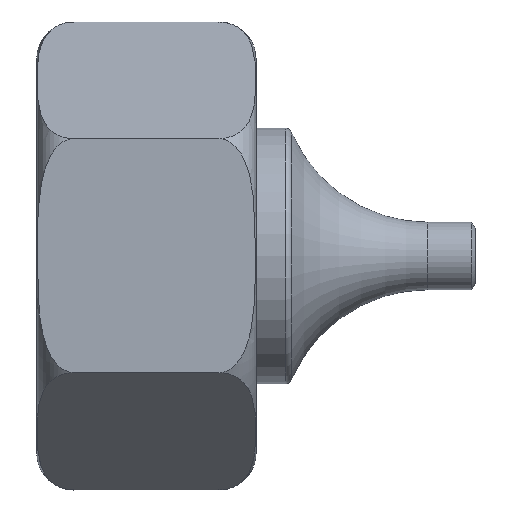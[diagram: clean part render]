
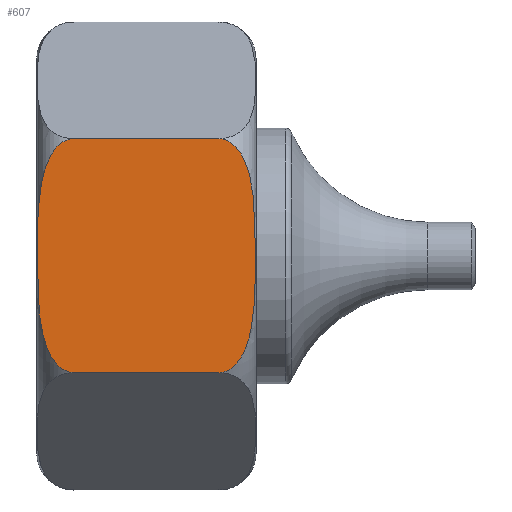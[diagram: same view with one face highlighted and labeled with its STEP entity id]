
A CAD part, top view. The second image highlights one B-rep face of the part: STEP entity #607.
In plain terms, the highlighted planar face has unit normal (0, 0, 1).
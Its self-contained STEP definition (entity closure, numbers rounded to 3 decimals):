
#489=FACE_OUTER_BOUND('',#1481,.T.);
#607=ADVANCED_FACE('',(#489),#749,.T.);
#749=PLANE('',#3045);
#923=LINE('',#4142,#1157);
#924=LINE('',#4147,#1158);
#1157=VECTOR('',#3308,1.);
#1158=VECTOR('',#3313,1.);
#1481=EDGE_LOOP('',(#1807,#1808,#1809,#1810));
#1807=ORIENTED_EDGE('',*,*,#2698,.T.);
#1808=ORIENTED_EDGE('',*,*,#2707,.T.);
#1809=ORIENTED_EDGE('',*,*,#2700,.T.);
#1810=ORIENTED_EDGE('',*,*,#2717,.T.);
#2449=VERTEX_POINT('',#4136);
#2452=VERTEX_POINT('',#4141);
#2454=VERTEX_POINT('',#4146);
#2455=VERTEX_POINT('',#4148);
#2698=EDGE_CURVE('',#2449,#2452,#923,.T.);
#2700=EDGE_CURVE('',#2455,#2454,#924,.T.);
#2707=EDGE_CURVE('',#2452,#2455,#2960,.T.);
#2717=EDGE_CURVE('',#2454,#2449,#2966,.T.);
#2960=B_SPLINE_CURVE_WITH_KNOTS('',3,(#4210,#4211,#4212,#4213,#4214,#4215,
#4216,#4217,#4218,#4219,#4220,#4221,#4222,#4223,#4224,#4225,#4226,#4227),
 .UNSPECIFIED.,.F.,.F.,(4,2,2,2,2,2,2,2,4),(0.,0.063,0.125,0.25,0.5,0.75,
0.875,0.938,1.),.UNSPECIFIED.);
#2966=B_SPLINE_CURVE_WITH_KNOTS('',3,(#4327,#4328,#4329,#4330,#4331,#4332,
#4333,#4334,#4335,#4336,#4337,#4338,#4339,#4340,#4341,#4342,#4343,#4344),
 .UNSPECIFIED.,.F.,.F.,(4,2,2,2,2,2,2,2,4),(0.,0.063,0.125,0.25,0.5,0.75,
0.875,0.938,1.),.UNSPECIFIED.);
#3045=AXIS2_PLACEMENT_3D('',#4400,#3357,#3358);
#3308=DIRECTION('',(-1.,0.,0.));
#3313=DIRECTION('',(1.,0.,0.));
#3357=DIRECTION('',(0.,0.,1.));
#3358=DIRECTION('',(1.,0.,0.));
#4136=CARTESIAN_POINT('',(27.,17.32,30.));
#4141=CARTESIAN_POINT('',(5.5,17.32,30.));
#4142=CARTESIAN_POINT('',(0.,17.32,30.));
#4146=CARTESIAN_POINT('',(27.,-17.32,30.));
#4147=CARTESIAN_POINT('',(0.,-17.32,30.));
#4148=CARTESIAN_POINT('',(5.5,-17.32,30.));
#4210=CARTESIAN_POINT('',(5.5,17.32,30.));
#4211=CARTESIAN_POINT('',(4.68,17.32,30.));
#4212=CARTESIAN_POINT('',(3.894,16.926,30.));
#4213=CARTESIAN_POINT('',(2.693,15.828,30.));
#4214=CARTESIAN_POINT('',(2.236,15.132,30.));
#4215=CARTESIAN_POINT('',(1.157,12.947,30.));
#4216=CARTESIAN_POINT('',(0.794,11.349,30.));
#4217=CARTESIAN_POINT('',(0.075,6.57,30.));
#4218=CARTESIAN_POINT('',(0.069,3.308,30.));
#4219=CARTESIAN_POINT('',(0.066,-3.167,30.));
#4220=CARTESIAN_POINT('',(0.066,-6.446,30.));
#4221=CARTESIAN_POINT('',(0.779,-11.287,30.));
#4222=CARTESIAN_POINT('',(1.14,-12.903,30.));
#4223=CARTESIAN_POINT('',(2.227,-15.119,30.));
#4224=CARTESIAN_POINT('',(2.685,-15.819,30.));
#4225=CARTESIAN_POINT('',(3.89,-16.924,30.));
#4226=CARTESIAN_POINT('',(4.683,-17.32,30.));
#4227=CARTESIAN_POINT('',(5.5,-17.32,30.));
#4327=CARTESIAN_POINT('',(27.,-17.32,30.));
#4328=CARTESIAN_POINT('',(27.82,-17.32,30.));
#4329=CARTESIAN_POINT('',(28.606,-16.926,30.));
#4330=CARTESIAN_POINT('',(29.807,-15.828,30.));
#4331=CARTESIAN_POINT('',(30.264,-15.132,30.));
#4332=CARTESIAN_POINT('',(31.343,-12.947,30.));
#4333=CARTESIAN_POINT('',(31.706,-11.349,30.));
#4334=CARTESIAN_POINT('',(32.425,-6.57,30.));
#4335=CARTESIAN_POINT('',(32.431,-3.308,30.));
#4336=CARTESIAN_POINT('',(32.434,3.167,30.));
#4337=CARTESIAN_POINT('',(32.434,6.446,30.));
#4338=CARTESIAN_POINT('',(31.721,11.287,30.));
#4339=CARTESIAN_POINT('',(31.36,12.903,30.));
#4340=CARTESIAN_POINT('',(30.273,15.119,30.));
#4341=CARTESIAN_POINT('',(29.815,15.819,30.));
#4342=CARTESIAN_POINT('',(28.61,16.924,30.));
#4343=CARTESIAN_POINT('',(27.817,17.32,30.));
#4344=CARTESIAN_POINT('',(27.,17.32,30.));
#4400=CARTESIAN_POINT('',(35.75,-17.321,30.));
